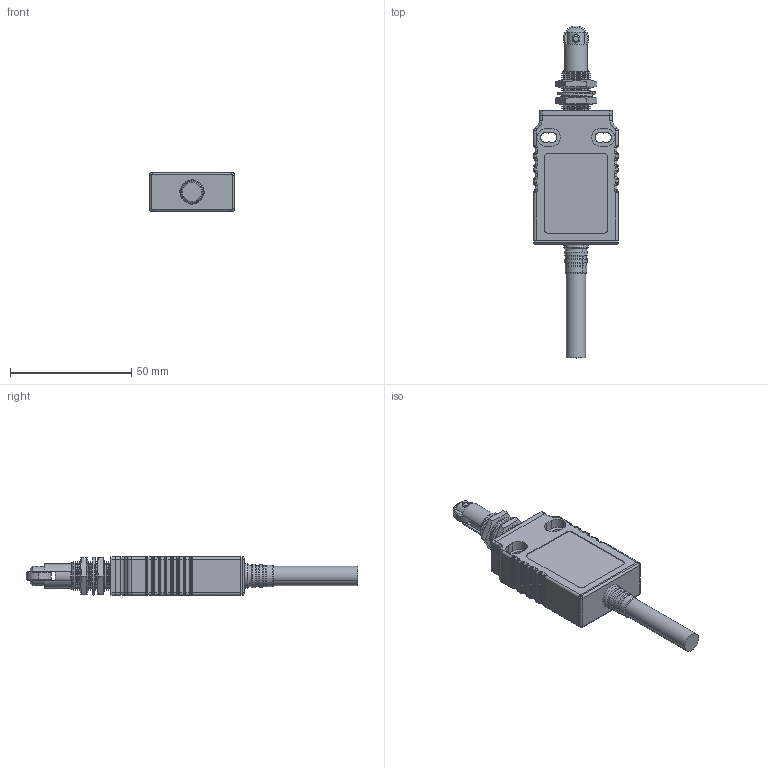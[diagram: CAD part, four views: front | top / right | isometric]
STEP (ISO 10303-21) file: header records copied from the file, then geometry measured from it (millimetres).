
FILE_DESCRIPTION (( 'STEP AP203' ), '1' );
FILE_NAME ('170-LSPM-Panel Mount Roller Plunger-Bottom Cable (STEP format).STEP', '2015-08-03T12:28:59', ( '' ), ( '' ), 'SwSTEP 2.0', 'SolidWorks 2013', '' );
FILE_SCHEMA (( 'CONFIG_CONTROL_DESIGN' ));
Length unit declared in the file: millimetre
Products named in the file (1): 170-LSPM-Panel Mount Roller Plunger-Bottom Cable (STEP format)
Bounding box: 35 x 137 x 16 mm (x, y, z)
Volume: 19536.2 mm3; surface area: 21834.5 mm2
Topology: 15 solids, 15 shells, 838 faces, 1951 edges, 1121 vertices
Faces by surface type: cylinder 313, plane 268, cone 121, torus 80, bspline 38, sphere 18
Entity records: 24304 total; most frequent: CARTESIAN_POINT 5446, DIRECTION 4127, ORIENTED_EDGE 3798, EDGE_CURVE 1899, AXIS2_PLACEMENT_3D 1564, VERTEX_POINT 1121, VECTOR 999, LINE 999
